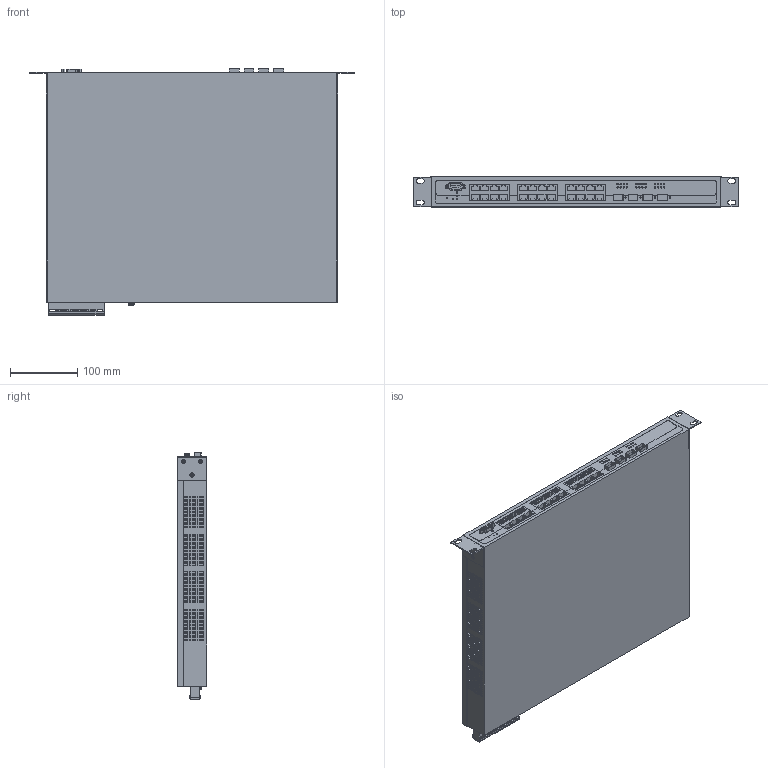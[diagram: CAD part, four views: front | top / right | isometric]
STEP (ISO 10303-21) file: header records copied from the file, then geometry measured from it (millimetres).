
FILE_DESCRIPTION(('CATIA V5 STEP Exchange','CAx-IF Rec.Pracs.--- Model Styling and Organization---1.5--- 2016-08-15','CAx-IF Rec.Pracs.---Supplemental Geometry---1.0---2011-11-01','CAx-IF Rec.Pracs.--- Composite Materials ---1.1---2010-07-15'),'2;1');
FILE_NAME ('D1651910_1', '2025-04-07T11:17:11+00:00', ('none'), ('Weidmueller'), 'CATIA Version 5-6 Release 2022 SP4 HF5', 'CATIA V5 STEP AP214 v3', 'none');
FILE_SCHEMA(('AUTOMOTIVE_DESIGN { 1 0 10303 214 1 1 1 1 }'));
Products named in the file (1): S3D_IE_SW_AL26M_22GTPOE_2GCPOE_2GESFP
Bounding box: 482 x 44.45 x 366.29 mm (x, y, z)
Volume: 6532993.3 mm3; surface area: 410634.6 mm2
Topology: 2 solids, 2 shells, 3663 faces, 9510 edges, 6322 vertices
Faces by surface type: plane 2199, cylinder 1420, cone 26, torus 16, sphere 2
Entity records: 106812 total; most frequent: ORIENTED_EDGE 19020, CARTESIAN_POINT 18293, DIRECTION 14244, EDGE_CURVE 9510, VECTOR 6596, LINE 6596, VERTEX_POINT 6322, AXIS2_PLACEMENT_3D 5271
